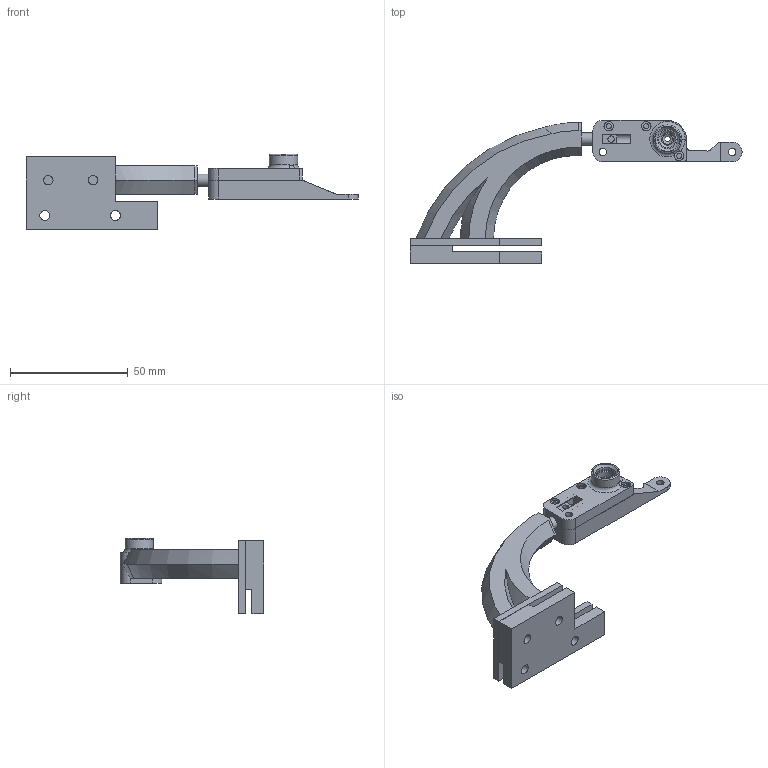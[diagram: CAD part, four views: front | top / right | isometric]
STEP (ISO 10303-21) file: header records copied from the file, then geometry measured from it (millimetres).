
FILE_DESCRIPTION(('FreeCAD Model'),'2;1');
FILE_NAME('Open CASCADE Shape Model','2025-05-10T22:21:52',(''),(''), 'Open CASCADE STEP processor 7.8','FreeCAD','Unknown');
FILE_SCHEMA(('AUTOMOTIVE_DESIGN { 1 0 10303 214 1 1 1 1 }'));
Length unit declared in the file: millimetre
Products named in the file (7): Neptune_Cutter_v0_4; Mount Backing Plate; Arm; X Axis Mount; Blade Holder; Top; Base
Assembly tree (6 placements, depth 2):
  Neptune_Cutter_v0_4
    Mount Backing Plate
    Arm
    X Axis Mount
    Blade Holder
    Top
    Base
Bounding box: 141.16 x 60.95 x 32 mm (x, y, z)
Volume: 33493.2 mm3; surface area: 18423.2 mm2
Topology: 6 solids, 6 shells, 170 faces, 419 edges, 275 vertices
Faces by surface type: plane 90, cylinder 55, cone 9, torus 7, extrusion 4, revolution 4, bspline 1
Full cylindrical faces by diameter (mm): 2.2 x3, 2.34 x2, 2.7 x1, 3 x3, 3.2 x3, 4 x7, 4.2 x4, 5.3 x1, 5.34 x1, 7.3 x1, 8 x1, 8.36 x2, 8.5 x1, 8.76 x1, 12 x1
Entity records: 5469 total; most frequent: CARTESIAN_POINT 1030, DIRECTION 929, ORIENTED_EDGE 838, EDGE_CURVE 419, AXIS2_PLACEMENT_3D 333, VERTEX_POINT 275, VECTOR 259, LINE 255
